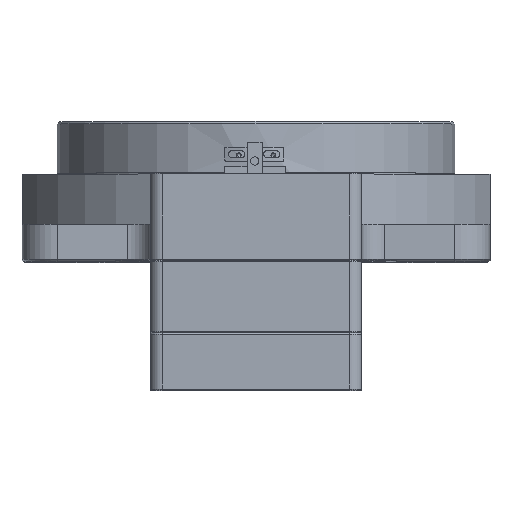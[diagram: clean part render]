
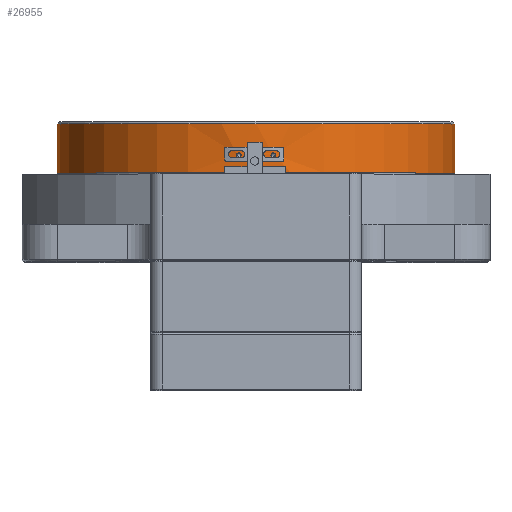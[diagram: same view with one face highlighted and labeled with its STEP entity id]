
A CAD part, top view. The second image highlights one B-rep face of the part: STEP entity #26955.
In plain terms, the highlighted cylindrical face has radius 85 mm (diameter 170 mm), a full revolution.
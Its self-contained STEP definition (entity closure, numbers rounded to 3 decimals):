
#537 = AXIS2_PLACEMENT_3D ( 'NONE', #29066, #28188, #20130 ) ;
#2787 = DIRECTION ( 'NONE',  ( -1., 0., 0. ) ) ;
#2805 = DIRECTION ( 'NONE',  ( 0., 1., 0. ) ) ;
#2830 = CARTESIAN_POINT ( 'NONE',  ( 0., 26., 0. ) ) ;
#2870 = CYLINDRICAL_SURFACE ( 'NONE', #5922, 85. ) ;
#2876 = FACE_OUTER_BOUND ( 'NONE', #9580, .T. ) ;
#2909 = FACE_BOUND ( 'NONE', #11604, .T. ) ;
#2914 = FACE_BOUND ( 'NONE', #33121, .T. ) ;
#2957 = FACE_OUTER_BOUND ( 'NONE', #24699, .T. ) ;
#4973 = EDGE_CURVE ( 'NONE', #24926, #24926, #7077, .T. ) ;
#5922 = AXIS2_PLACEMENT_3D ( 'NONE', #2830, #2805, #2787 ) ;
#7077 = B_SPLINE_CURVE_WITH_KNOTS ( 'NONE', 3,
 ( #8254, #8223, #8218, #8206, #8172, #8141, #8134, #8099, #8094, #8055, #8051, #8040, #8010, #7994, #7951, #7933, #7929, #7886, #7876, #7851, #7801, #7793, #7764, #7759, #7725, #7720, #7708, #7683, #7669, #7640, #7635, #7630 ),
 .UNSPECIFIED., .T., .F.,
 ( 4, 2, 2, 2, 2, 2, 2, 2, 2, 2, 2, 2, 2, 2, 2, 4 ),
 ( 0., 0., 0.001, 0.001, 0.002, 0.002, 0.002, 0.003, 0.003, 0.004, 0.004, 0.004, 0.005, 0.005, 0.006, 0.006 ),
 .UNSPECIFIED. ) ;
#7630 = CARTESIAN_POINT ( 'NONE',  ( -6.387, 45.5, 84.76 ) ) ;
#7635 = CARTESIAN_POINT ( 'NONE',  ( -6.387, 45.229, 84.76 ) ) ;
#7640 = CARTESIAN_POINT ( 'NONE',  ( -6.498, 44.964, 84.751 ) ) ;
#7669 = CARTESIAN_POINT ( 'NONE',  ( -6.781, 44.68, 84.729 ) ) ;
#7683 = CARTESIAN_POINT ( 'NONE',  ( -6.894, 44.604, 84.72 ) ) ;
#7708 = CARTESIAN_POINT ( 'NONE',  ( -7.142, 44.501, 84.7 ) ) ;
#7720 = CARTESIAN_POINT ( 'NONE',  ( -7.275, 44.475, 84.688 ) ) ;
#7725 = CARTESIAN_POINT ( 'NONE',  ( -7.544, 44.475, 84.665 ) ) ;
#7759 = CARTESIAN_POINT ( 'NONE',  ( -7.677, 44.502, 84.653 ) ) ;
#7764 = CARTESIAN_POINT ( 'NONE',  ( -7.923, 44.605, 84.63 ) ) ;
#7793 = CARTESIAN_POINT ( 'NONE',  ( -8.037, 44.681, 84.619 ) ) ;
#7801 = CARTESIAN_POINT ( 'NONE',  ( -8.225, 44.871, 84.601 ) ) ;
#7851 = CARTESIAN_POINT ( 'NONE',  ( -8.301, 44.985, 84.594 ) ) ;
#7876 = CARTESIAN_POINT ( 'NONE',  ( -8.402, 45.232, 84.584 ) ) ;
#7886 = CARTESIAN_POINT ( 'NONE',  ( -8.429, 45.367, 84.581 ) ) ;
#7929 = CARTESIAN_POINT ( 'NONE',  ( -8.429, 45.634, 84.581 ) ) ;
#7933 = CARTESIAN_POINT ( 'NONE',  ( -8.402, 45.768, 84.584 ) ) ;
#7951 = CARTESIAN_POINT ( 'NONE',  ( -8.3, 46.017, 84.594 ) ) ;
#7994 = CARTESIAN_POINT ( 'NONE',  ( -8.225, 46.13, 84.601 ) ) ;
#8010 = CARTESIAN_POINT ( 'NONE',  ( -8.034, 46.321, 84.619 ) ) ;
#8040 = CARTESIAN_POINT ( 'NONE',  ( -7.922, 46.396, 84.63 ) ) ;
#8051 = CARTESIAN_POINT ( 'NONE',  ( -7.675, 46.499, 84.653 ) ) ;
#8055 = CARTESIAN_POINT ( 'NONE',  ( -7.541, 46.525, 84.665 ) ) ;
#8094 = CARTESIAN_POINT ( 'NONE',  ( -7.275, 46.525, 84.688 ) ) ;
#8099 = CARTESIAN_POINT ( 'NONE',  ( -7.14, 46.498, 84.7 ) ) ;
#8134 = CARTESIAN_POINT ( 'NONE',  ( -6.894, 46.396, 84.72 ) ) ;
#8141 = CARTESIAN_POINT ( 'NONE',  ( -6.78, 46.319, 84.729 ) ) ;
#8172 = CARTESIAN_POINT ( 'NONE',  ( -6.592, 46.13, 84.744 ) ) ;
#8206 = CARTESIAN_POINT ( 'NONE',  ( -6.516, 46.017, 84.75 ) ) ;
#8218 = CARTESIAN_POINT ( 'NONE',  ( -6.413, 45.768, 84.758 ) ) ;
#8223 = CARTESIAN_POINT ( 'NONE',  ( -6.387, 45.635, 84.76 ) ) ;
#8254 = CARTESIAN_POINT ( 'NONE',  ( -6.387, 45.5, 84.76 ) ) ;
#9580 = EDGE_LOOP ( 'NONE', ( #19778 ) ) ;
#11604 = EDGE_LOOP ( 'NONE', ( #19973 ) ) ;
#12363 = CARTESIAN_POINT ( 'NONE',  ( 8.429, 45.5, 84.581 ) ) ;
#12368 = CARTESIAN_POINT ( 'NONE',  ( 8.429, 45.229, 84.581 ) ) ;
#12378 = CARTESIAN_POINT ( 'NONE',  ( 8.318, 44.964, 84.592 ) ) ;
#12412 = CARTESIAN_POINT ( 'NONE',  ( 8.035, 44.68, 84.619 ) ) ;
#12437 = CARTESIAN_POINT ( 'NONE',  ( 7.922, 44.604, 84.63 ) ) ;
#12460 = CARTESIAN_POINT ( 'NONE',  ( 7.674, 44.501, 84.653 ) ) ;
#12471 = CARTESIAN_POINT ( 'NONE',  ( 7.542, 44.475, 84.665 ) ) ;
#12512 = CARTESIAN_POINT ( 'NONE',  ( 7.273, 44.475, 84.688 ) ) ;
#12524 = CARTESIAN_POINT ( 'NONE',  ( 7.14, 44.502, 84.7 ) ) ;
#12550 = CARTESIAN_POINT ( 'NONE',  ( 6.893, 44.605, 84.72 ) ) ;
#12557 = CARTESIAN_POINT ( 'NONE',  ( 6.779, 44.681, 84.729 ) ) ;
#12564 = CARTESIAN_POINT ( 'NONE',  ( 6.591, 44.871, 84.744 ) ) ;
#12610 = CARTESIAN_POINT ( 'NONE',  ( 6.515, 44.985, 84.75 ) ) ;
#12630 = CARTESIAN_POINT ( 'NONE',  ( 6.413, 45.232, 84.758 ) ) ;
#12636 = CARTESIAN_POINT ( 'NONE',  ( 6.387, 45.367, 84.76 ) ) ;
#12645 = CARTESIAN_POINT ( 'NONE',  ( 6.387, 45.634, 84.76 ) ) ;
#12706 = CARTESIAN_POINT ( 'NONE',  ( 6.413, 45.768, 84.758 ) ) ;
#12714 = CARTESIAN_POINT ( 'NONE',  ( 6.516, 46.017, 84.75 ) ) ;
#12723 = CARTESIAN_POINT ( 'NONE',  ( 6.591, 46.13, 84.744 ) ) ;
#12748 = CARTESIAN_POINT ( 'NONE',  ( 6.782, 46.321, 84.729 ) ) ;
#12797 = CARTESIAN_POINT ( 'NONE',  ( 6.894, 46.396, 84.72 ) ) ;
#12849 = CARTESIAN_POINT ( 'NONE',  ( 7.142, 46.499, 84.7 ) ) ;
#12872 = CARTESIAN_POINT ( 'NONE',  ( 7.276, 46.525, 84.688 ) ) ;
#12912 = CARTESIAN_POINT ( 'NONE',  ( 7.542, 46.525, 84.665 ) ) ;
#12970 = CARTESIAN_POINT ( 'NONE',  ( 7.676, 46.498, 84.653 ) ) ;
#13014 = CARTESIAN_POINT ( 'NONE',  ( 7.922, 46.396, 84.63 ) ) ;
#13054 = CARTESIAN_POINT ( 'NONE',  ( 8.036, 46.319, 84.619 ) ) ;
#13061 = CARTESIAN_POINT ( 'NONE',  ( 8.224, 46.13, 84.601 ) ) ;
#13137 = CARTESIAN_POINT ( 'NONE',  ( 8.3, 46.017, 84.594 ) ) ;
#13154 = CARTESIAN_POINT ( 'NONE',  ( 8.402, 45.768, 84.584 ) ) ;
#13179 = CARTESIAN_POINT ( 'NONE',  ( 8.429, 45.635, 84.581 ) ) ;
#13191 = CARTESIAN_POINT ( 'NONE',  ( 8.429, 45.5, 84.581 ) ) ;
#14864 = CARTESIAN_POINT ( 'NONE',  ( -85., 59., 0. ) ) ;
#14895 = VERTEX_POINT ( 'NONE', #14864 ) ;
#15793 = AXIS2_PLACEMENT_3D ( 'NONE', #33007, #32996, #32988 ) ;
#17674 = CARTESIAN_POINT ( 'NONE',  ( 85., 38., 0. ) ) ;
#17713 = VERTEX_POINT ( 'NONE', #17674 ) ;
#18359 = CARTESIAN_POINT ( 'NONE',  ( 8.429, 45.5, 84.581 ) ) ;
#18387 = VERTEX_POINT ( 'NONE', #18359 ) ;
#19410 = EDGE_CURVE ( 'NONE', #18387, #18387, #28830, .T. ) ;
#19778 = ORIENTED_EDGE ( 'NONE', *, *, #20439, .T. ) ;
#19973 = ORIENTED_EDGE ( 'NONE', *, *, #19410, .F. ) ;
#20130 = DIRECTION ( 'NONE',  ( -1., 0., 0. ) ) ;
#20439 = EDGE_CURVE ( 'NONE', #17713, #17713, #30504, .T. ) ;
#20622 = ORIENTED_EDGE ( 'NONE', *, *, #4973, .F. ) ;
#20657 = ORIENTED_EDGE ( 'NONE', *, *, #27333, .T. ) ;
#24699 = EDGE_LOOP ( 'NONE', ( #20657 ) ) ;
#24893 = CARTESIAN_POINT ( 'NONE',  ( -6.387, 45.5, 84.76 ) ) ;
#24926 = VERTEX_POINT ( 'NONE', #24893 ) ;
#26955 = ADVANCED_FACE ( 'NONE', ( #2957, #2914, #2909, #2876 ), #2870, .T. ) ;
#27333 = EDGE_CURVE ( 'NONE', #14895, #14895, #29664, .T. ) ;
#28188 = DIRECTION ( 'NONE',  ( 0., -1., 0. ) ) ;
#28830 = B_SPLINE_CURVE_WITH_KNOTS ( 'NONE', 3,
 ( #13191, #13179, #13154, #13137, #13061, #13054, #13014, #12970, #12912, #12872, #12849, #12797, #12748, #12723, #12714, #12706, #12645, #12636, #12630, #12610, #12564, #12557, #12550, #12524, #12512, #12471, #12460, #12437, #12412, #12378, #12368, #12363 ),
 .UNSPECIFIED., .T., .F.,
 ( 4, 2, 2, 2, 2, 2, 2, 2, 2, 2, 2, 2, 2, 2, 2, 4 ),
 ( 0., 0., 0.001, 0.001, 0.002, 0.002, 0.002, 0.003, 0.003, 0.004, 0.004, 0.004, 0.005, 0.005, 0.006, 0.006 ),
 .UNSPECIFIED. ) ;
#29066 = CARTESIAN_POINT ( 'NONE',  ( 0., 59., 0. ) ) ;
#29664 = CIRCLE ( 'NONE', #537, 85. ) ;
#30504 = CIRCLE ( 'NONE', #15793, 85. ) ;
#32988 = DIRECTION ( 'NONE',  ( 1., 0., 0. ) ) ;
#32996 = DIRECTION ( 'NONE',  ( 0., 1., 0. ) ) ;
#33007 = CARTESIAN_POINT ( 'NONE',  ( 0., 38., 0. ) ) ;
#33121 = EDGE_LOOP ( 'NONE', ( #20622 ) ) ;
